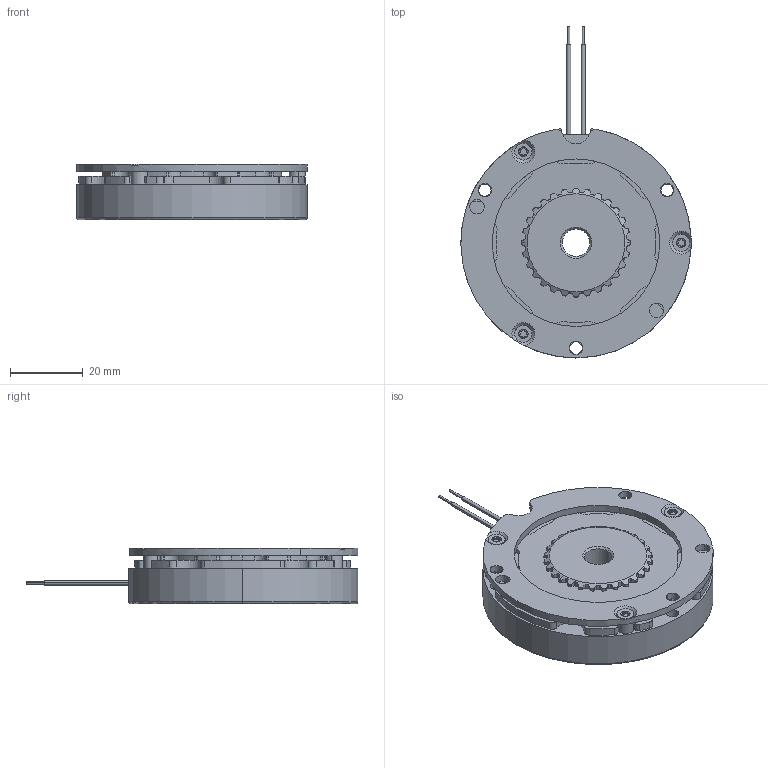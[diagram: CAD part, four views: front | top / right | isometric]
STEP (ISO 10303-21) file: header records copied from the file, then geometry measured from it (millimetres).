
FILE_DESCRIPTION (( 'STEP AP214' ), '1' );
FILE_NAME ('7176900-0000.STEP', '2026-02-16T14:01:27', ( '' ), ( '' ), 'SwSTEP 2.0', 'SolidWorks 2025', '' );
FILE_SCHEMA (( 'AUTOMOTIVE_DESIGN' ));
Length unit declared in the file: millimetre
Products named in the file (7): 10079359_000_Kundenmodell; 10085483_000_7176941-0765 ohne Nut; 10084889_000; 7176900-0000; 10069991_000; Kundenmodell^10085411_000; 10079360_000
Assembly tree (7 placements, depth 2):
  7176900-0000
    10079359_000_Kundenmodell
    10079360_000
    10084889_000
    10085483_000_7176941-0765 ohne Nut
    Kundenmodell^10085411_000
    10069991_000  x2
Bounding box: 63.5 x 91.5 x 15.2 mm (x, y, z)
Volume: 37471.3 mm3; surface area: 21707.1 mm2
Topology: 7 solids, 7 shells, 792 faces, 2272 edges, 1506 vertices
Faces by surface type: cylinder 584, plane 115, bspline 56, cone 26, torus 11
Entity records: 29110 total; most frequent: CARTESIAN_POINT 8553, ORIENTED_EDGE 4520, DIRECTION 4116, EDGE_CURVE 2260, AXIS2_PLACEMENT_3D 1655, VERTEX_POINT 1498, CIRCLE 916, EDGE_LOOP 828
